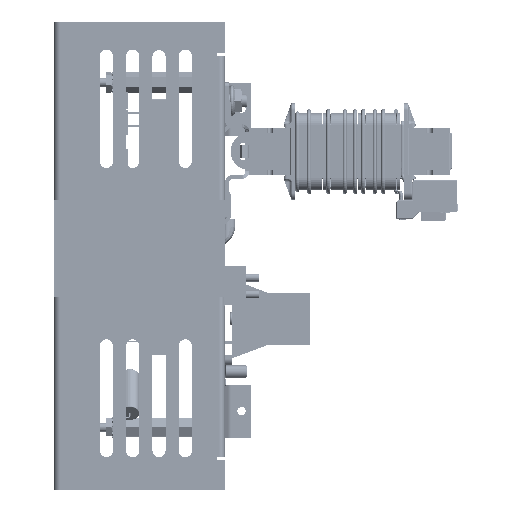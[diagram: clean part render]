
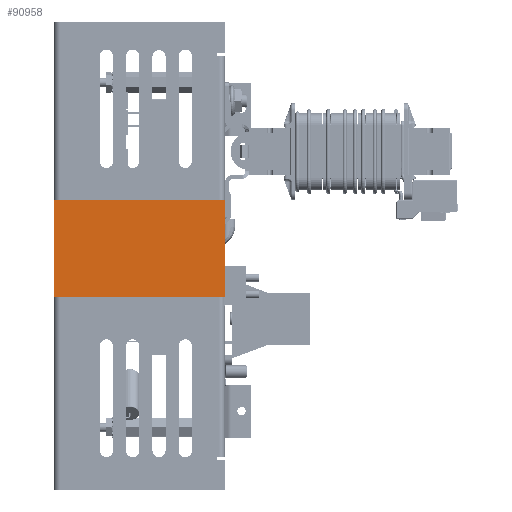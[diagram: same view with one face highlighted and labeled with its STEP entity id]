
A CAD part, left-side view. The second image highlights one B-rep face of the part: STEP entity #90958.
In plain terms, the highlighted face is planar.
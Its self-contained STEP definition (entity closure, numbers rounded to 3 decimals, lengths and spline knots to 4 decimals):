
#7386=PLANE('',#99821);
#12227=FACE_OUTER_BOUND('',#17691,.T.);
#17691=EDGE_LOOP('',(#84148,#84149,#84150,#84151));
#26087=LINE('',#162350,#34628);
#26090=LINE('',#162356,#34631);
#26093=LINE('',#162362,#34634);
#26096=LINE('',#162366,#34637);
#34628=VECTOR('',#123315,0.3937);
#34631=VECTOR('',#123320,0.3937);
#34634=VECTOR('',#123325,0.3937);
#34637=VECTOR('',#123330,0.3937);
#46007=VERTEX_POINT('',#162347);
#46008=VERTEX_POINT('',#162349);
#46010=VERTEX_POINT('',#162355);
#46012=VERTEX_POINT('',#162361);
#58755=EDGE_CURVE('',#46008,#46007,#26087,.T.);
#58758=EDGE_CURVE('',#46010,#46008,#26090,.T.);
#58761=EDGE_CURVE('',#46012,#46010,#26093,.T.);
#58764=EDGE_CURVE('',#46007,#46012,#26096,.T.);
#84148=ORIENTED_EDGE('',*,*,#58764,.T.);
#84149=ORIENTED_EDGE('',*,*,#58761,.T.);
#84150=ORIENTED_EDGE('',*,*,#58758,.T.);
#84151=ORIENTED_EDGE('',*,*,#58755,.T.);
#90958=ADVANCED_FACE('',(#12227),#7386,.T.);
#99821=AXIS2_PLACEMENT_3D('',#162368,#123333,#123334);
#123315=DIRECTION('',(0.,0.,1.));
#123320=DIRECTION('',(0.,1.,0.));
#123325=DIRECTION('',(0.,0.,-1.));
#123330=DIRECTION('',(0.,-1.,0.));
#123333=DIRECTION('center_axis',(1.,0.,0.));
#123334=DIRECTION('ref_axis',(0.,0.,-1.));
#162347=CARTESIAN_POINT('',(0.005,1.83,0.));
#162349=CARTESIAN_POINT('',(0.005,1.83,-3.25));
#162350=CARTESIAN_POINT('',(0.005,1.83,0.));
#162355=CARTESIAN_POINT('',(0.005,0.,-3.25));
#162356=CARTESIAN_POINT('',(0.005,1.83,-3.25));
#162361=CARTESIAN_POINT('',(0.005,0.,0.));
#162362=CARTESIAN_POINT('',(0.005,0.,-3.25));
#162366=CARTESIAN_POINT('',(0.005,0.,0.));
#162368=CARTESIAN_POINT('Origin',(0.005,0.915,-1.625));
